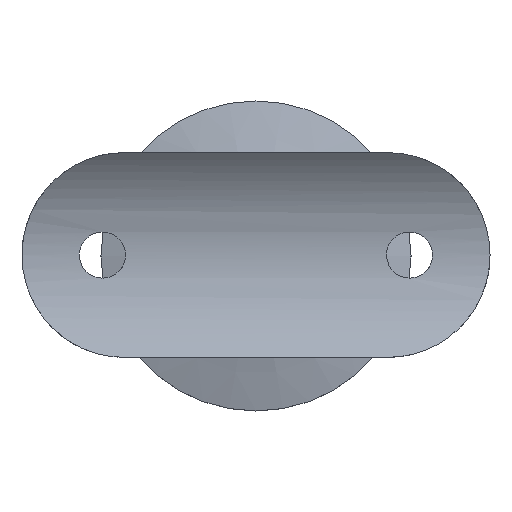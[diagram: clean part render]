
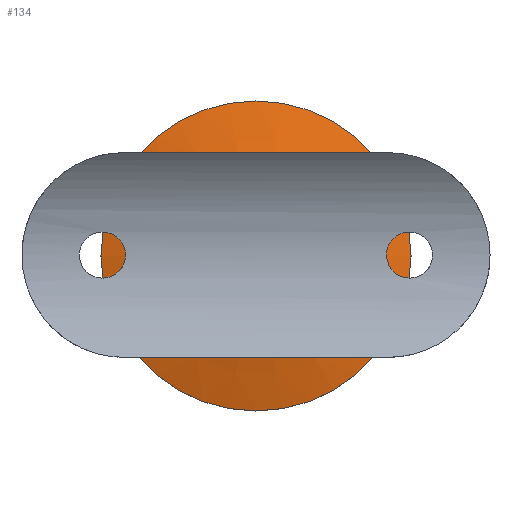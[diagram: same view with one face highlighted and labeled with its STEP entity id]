
A CAD part, top view. The second image highlights one B-rep face of the part: STEP entity #134.
In plain terms, the highlighted conical face has half-angle 75.774 degrees and reference radius 21.2 mm.
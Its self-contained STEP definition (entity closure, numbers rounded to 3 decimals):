
#44=CONICAL_SURFACE('',#847,21.2,75.774);
#134=ADVANCED_FACE('',(#198,#199),#44,.T.);
#198=FACE_BOUND('',#259,.T.);
#199=FACE_BOUND('',#260,.T.);
#259=EDGE_LOOP('',(#384));
#260=EDGE_LOOP('',(#385));
#384=ORIENTED_EDGE('',*,*,#583,.F.);
#385=ORIENTED_EDGE('',*,*,#584,.F.);
#506=VERTEX_POINT('',#1806);
#507=VERTEX_POINT('',#1809);
#583=EDGE_CURVE('',#506,#506,#636,.T.);
#584=EDGE_CURVE('',#507,#507,#637,.T.);
#636=CIRCLE('',#844,21.2);
#637=CIRCLE('',#846,6.);
#844=AXIS2_PLACEMENT_3D('',#1805,#980,#981);
#846=AXIS2_PLACEMENT_3D('',#1808,#984,#985);
#847=AXIS2_PLACEMENT_3D('',#1810,#986,#987);
#980=DIRECTION('',(0.,0.,-1.));
#981=DIRECTION('',(1.,0.,0.));
#984=DIRECTION('',(0.,0.,1.));
#985=DIRECTION('',(-1.,0.,0.));
#986=DIRECTION('',(0.,0.,-1.));
#987=DIRECTION('',(-1.,0.,0.));
#1805=CARTESIAN_POINT('',(0.,0.,6.));
#1806=CARTESIAN_POINT('',(21.2,0.,6.));
#1808=CARTESIAN_POINT('',(0.,0.,9.854));
#1809=CARTESIAN_POINT('',(-6.,0.,9.854));
#1810=CARTESIAN_POINT('',(0.,0.,6.));
